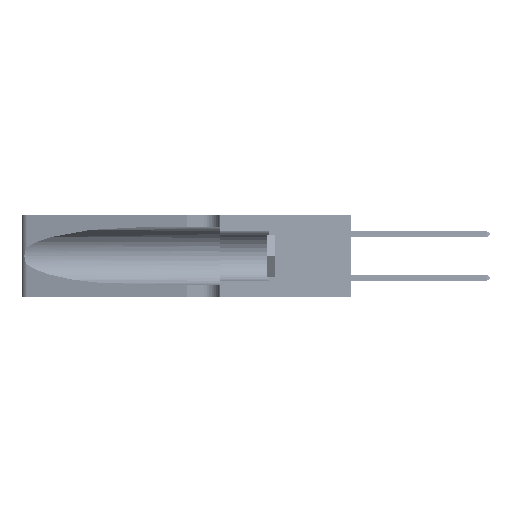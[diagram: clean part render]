
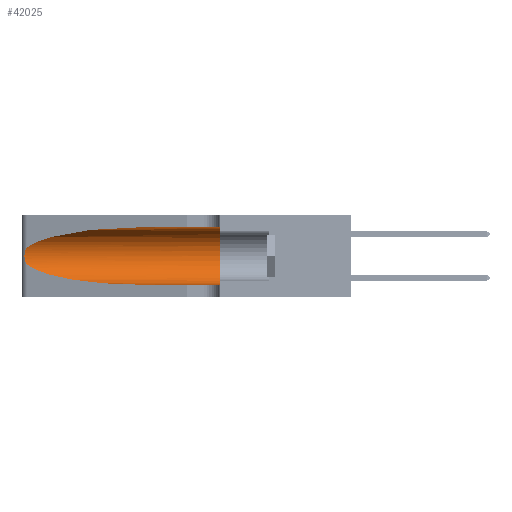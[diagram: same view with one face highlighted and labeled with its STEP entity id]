
A CAD part, left-side view. The second image highlights one B-rep face of the part: STEP entity #42025.
In plain terms, the highlighted cylindrical face has radius 3.308 mm (diameter 6.617 mm), a partial arc.
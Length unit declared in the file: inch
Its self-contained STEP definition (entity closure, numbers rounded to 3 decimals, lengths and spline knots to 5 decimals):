
#95 = CARTESIAN_POINT ( 'NONE',  ( 0.2373, 1.15595, 0.08982 ) ) ;
#580 = ORIENTED_EDGE ( 'NONE', *, *, #19212, .F. ) ;
#603 = CARTESIAN_POINT ( 'NONE',  ( 0.1305, 0.72297, 0.05475 ) ) ;
#814 = CARTESIAN_POINT ( 'NONE',  ( 0.18966, 0.96281, 0.31525 ) ) ;
#1397 = CARTESIAN_POINT ( 'NONE',  ( 0.25639, 1.23184, 0.21858 ) ) ;
#1669 = EDGE_CURVE ( 'NONE', #7484, #20629, #15097, .T. ) ;
#2327 = CYLINDRICAL_SURFACE ( 'NONE', #15712, 0.13025 ) ;
#3983 = EDGE_CURVE ( 'NONE', #4828, #27197, #44370, .T. ) ;
#4401 = AXIS2_PLACEMENT_3D ( 'NONE', #23409, #19404, #46489 ) ;
#4828 = VERTEX_POINT ( 'NONE', #49263 ) ;
#7484 = VERTEX_POINT ( 'NONE', #49690 ) ;
#10918 = CARTESIAN_POINT ( 'NONE',  ( 0.18966, 0.96281, 0.05475 ) ) ;
#10993 = CARTESIAN_POINT ( 'NONE',  ( 0.25639, 1.23186, 0.15144 ) ) ;
#12550 = LINE ( 'NONE', #35636, #48865 ) ;
#12784 = CARTESIAN_POINT ( 'NONE',  ( 0.2373, 1.15595, 0.28018 ) ) ;
#12809 = DIRECTION ( 'NONE',  ( 0., -1., 0. ) ) ;
#12878 = CARTESIAN_POINT ( 'NONE',  ( 0.25487, 1.22718, 0.22369 ) ) ;
#13522 = CARTESIAN_POINT ( 'NONE',  ( 0.25787, 1.23484, 0.2124 ) ) ;
#15097 = B_SPLINE_CURVE_WITH_KNOTS ( 'NONE', 3,
 ( #12878, #44300, #1397, #13522, #29073, #44649, #21452, #25304, #25469, #41437, #30246, #10993, #33968, #37511 ),
 .UNSPECIFIED., .F., .F.,
 ( 4, 2, 2, 2, 2, 2, 4 ),
 ( 0., 0.00027, 0.00053, 0.00107, 0.0016, 0.00187, 0.00214 ),
 .UNSPECIFIED. ) ;
#15599 = CIRCLE ( 'NONE', #4401, 0.13025 ) ;
#15712 = AXIS2_PLACEMENT_3D ( 'NONE', #15775, #27587, #35214 ) ;
#15748 = ORIENTED_EDGE ( 'NONE', *, *, #3983, .T. ) ;
#15775 = CARTESIAN_POINT ( 'NONE',  ( 0.1305, 1.61858, 0.185 ) ) ;
#16470 = ORIENTED_EDGE ( 'NONE', *, *, #46184, .F. ) ;
#17976 = EDGE_CURVE ( 'NONE', #20629, #4828, #28716, .T. ) ;
#18209 =( BOUNDED_CURVE ( )  B_SPLINE_CURVE ( 3, ( #39502, #814, #12784, #20543 ),
 .UNSPECIFIED., .F., .T. ) 
 B_SPLINE_CURVE_WITH_KNOTS ( ( 4, 4 ),
 ( 1.5708, 2.84003 ),
 .UNSPECIFIED. ) 
 CURVE ( )  GEOMETRIC_REPRESENTATION_ITEM ( )  RATIONAL_B_SPLINE_CURVE ( ( 1., 0.87, 0.87, 1. ) ) 
 REPRESENTATION_ITEM ( '' )  );
#19212 = EDGE_CURVE ( 'NONE', #34410, #27197, #15599, .T. ) ;
#19404 = DIRECTION ( 'NONE',  ( 0., 1., 0. ) ) ;
#20543 = CARTESIAN_POINT ( 'NONE',  ( 0.25487, 1.22718, 0.22369 ) ) ;
#20629 = VERTEX_POINT ( 'NONE', #46691 ) ;
#21452 = CARTESIAN_POINT ( 'NONE',  ( 0.26075, 1.23896, 0.19203 ) ) ;
#23409 = CARTESIAN_POINT ( 'NONE',  ( 0.1305, 0.35, 0.185 ) ) ;
#23451 = FACE_OUTER_BOUND ( 'NONE', #32512, .T. ) ;
#24412 = EDGE_CURVE ( 'NONE', #24682, #7484, #18209, .T. ) ;
#24682 = VERTEX_POINT ( 'NONE', #26226 ) ;
#25304 = CARTESIAN_POINT ( 'NONE',  ( 0.26075, 1.23896, 0.178 ) ) ;
#25469 = CARTESIAN_POINT ( 'NONE',  ( 0.26017, 1.23833, 0.17102 ) ) ;
#25842 = CARTESIAN_POINT ( 'NONE',  ( 0.1305, 0.35, 0.05475 ) ) ;
#26226 = CARTESIAN_POINT ( 'NONE',  ( 0.1305, 0.72297, 0.31525 ) ) ;
#27197 = VERTEX_POINT ( 'NONE', #25842 ) ;
#27587 = DIRECTION ( 'NONE',  ( 0., -1., 0. ) ) ;
#28716 =( BOUNDED_CURVE ( )  B_SPLINE_CURVE ( 3, ( #39308, #95, #10918, #603 ),
 .UNSPECIFIED., .F., .F. ) 
 B_SPLINE_CURVE_WITH_KNOTS ( ( 4, 4 ),
 ( 3.44316, 4.71239 ),
 .UNSPECIFIED. ) 
 CURVE ( )  GEOMETRIC_REPRESENTATION_ITEM ( )  RATIONAL_B_SPLINE_CURVE ( ( 1., 0.87, 0.87, 1. ) ) 
 REPRESENTATION_ITEM ( '' )  );
#29073 = CARTESIAN_POINT ( 'NONE',  ( 0.25854, 1.2359, 0.20912 ) ) ;
#30246 = CARTESIAN_POINT ( 'NONE',  ( 0.25789, 1.23486, 0.15765 ) ) ;
#30791 = ORIENTED_EDGE ( 'NONE', *, *, #1669, .T. ) ;
#30959 = ORIENTED_EDGE ( 'NONE', *, *, #17976, .T. ) ;
#31305 = ORIENTED_EDGE ( 'NONE', *, *, #24412, .T. ) ;
#32512 = EDGE_LOOP ( 'NONE', ( #31305, #30791, #30959, #15748, #580, #16470 ) ) ;
#33968 = CARTESIAN_POINT ( 'NONE',  ( 0.25555, 1.22993, 0.14849 ) ) ;
#34410 = VERTEX_POINT ( 'NONE', #36241 ) ;
#35214 = DIRECTION ( 'NONE',  ( 0., 0., -1. ) ) ;
#35636 = CARTESIAN_POINT ( 'NONE',  ( 0.1305, 1.61858, 0.31525 ) ) ;
#36241 = CARTESIAN_POINT ( 'NONE',  ( 0.1305, 0.35, 0.31525 ) ) ;
#37511 = CARTESIAN_POINT ( 'NONE',  ( 0.25487, 1.22718, 0.14631 ) ) ;
#39308 = CARTESIAN_POINT ( 'NONE',  ( 0.25487, 1.22718, 0.14631 ) ) ;
#39492 = DIRECTION ( 'NONE',  ( 0., -1., 0. ) ) ;
#39502 = CARTESIAN_POINT ( 'NONE',  ( 0.1305, 0.72297, 0.31525 ) ) ;
#40732 = VECTOR ( 'NONE', #39492, 39.37008 ) ;
#41437 = CARTESIAN_POINT ( 'NONE',  ( 0.25856, 1.23593, 0.16098 ) ) ;
#42025 = ADVANCED_FACE ( 'NONE', ( #23451 ), #2327, .F. ) ;
#44300 = CARTESIAN_POINT ( 'NONE',  ( 0.25555, 1.22994, 0.2215 ) ) ;
#44370 = LINE ( 'NONE', #47631, #40732 ) ;
#44649 = CARTESIAN_POINT ( 'NONE',  ( 0.26018, 1.23835, 0.19895 ) ) ;
#46184 = EDGE_CURVE ( 'NONE', #24682, #34410, #12550, .T. ) ;
#46489 = DIRECTION ( 'NONE',  ( 0., 0., 1. ) ) ;
#46691 = CARTESIAN_POINT ( 'NONE',  ( 0.25487, 1.22718, 0.14631 ) ) ;
#47631 = CARTESIAN_POINT ( 'NONE',  ( 0.1305, 1.61858, 0.05475 ) ) ;
#48865 = VECTOR ( 'NONE', #12809, 39.37008 ) ;
#49263 = CARTESIAN_POINT ( 'NONE',  ( 0.1305, 0.72297, 0.05475 ) ) ;
#49690 = CARTESIAN_POINT ( 'NONE',  ( 0.25487, 1.22718, 0.22369 ) ) ;
